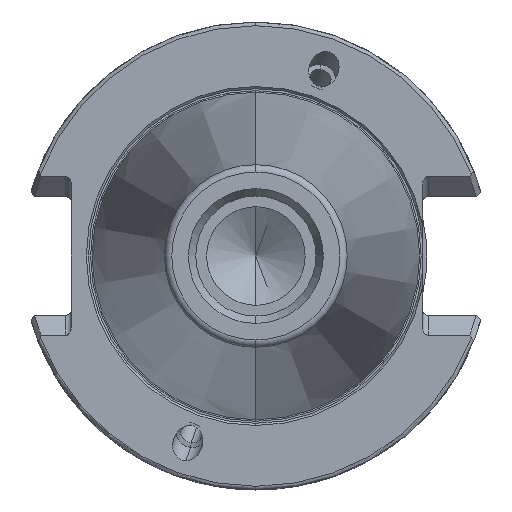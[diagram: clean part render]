
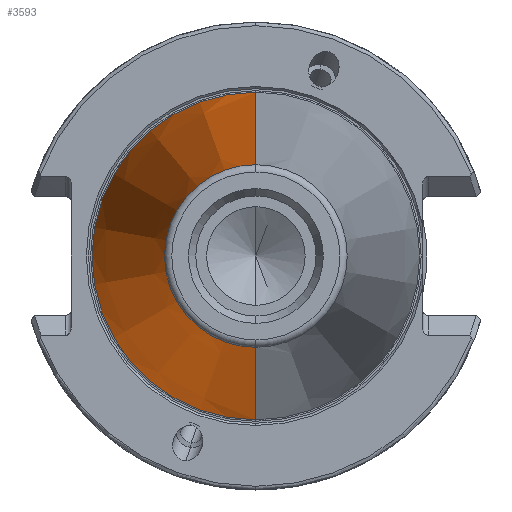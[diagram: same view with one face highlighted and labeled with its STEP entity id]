
A CAD part, left-side view. The second image highlights one B-rep face of the part: STEP entity #3593.
In plain terms, the highlighted conical face has half-angle 8.297 degrees and reference radius 22.225 mm.
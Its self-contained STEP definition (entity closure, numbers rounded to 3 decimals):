
#35 = LINE ( 'NONE', #3491, #1308 ) ;
#166 = DIRECTION ( 'NONE',  ( 1., 0., 0. ) ) ;
#183 = DIRECTION ( 'NONE',  ( 0., 0., -1. ) ) ;
#308 = EDGE_CURVE ( 'NONE', #4142, #1067, #6136, .T. ) ;
#932 = CARTESIAN_POINT ( 'NONE',  ( 0.856, 0., -12.397 ) ) ;
#982 = EDGE_LOOP ( 'NONE', ( #5244, #5017, #5980, #3141 ) ) ;
#1067 = VERTEX_POINT ( 'NONE', #932 ) ;
#1308 = VECTOR ( 'NONE', #3961, 1000. ) ;
#1863 = CONICAL_SURFACE ( 'NONE', #2803, 22.225, 0.145 ) ;
#2020 = FACE_OUTER_BOUND ( 'NONE', #982, .T. ) ;
#2316 = CARTESIAN_POINT ( 'NONE',  ( 0.856, 0., 0. ) ) ;
#2364 = EDGE_CURVE ( 'NONE', #5403, #4562, #5270, .T. ) ;
#2517 = AXIS2_PLACEMENT_3D ( 'NONE', #2557, #5947, #3051 ) ;
#2557 = CARTESIAN_POINT ( 'NONE',  ( 68.25, 0., 0. ) ) ;
#2576 = CARTESIAN_POINT ( 'NONE',  ( 68.25, 0., 0. ) ) ;
#2803 = AXIS2_PLACEMENT_3D ( 'NONE', #2576, #166, #183 ) ;
#2817 = AXIS2_PLACEMENT_3D ( 'NONE', #2316, #2881, #5226 ) ;
#2881 = DIRECTION ( 'NONE',  ( -1., 0., 0. ) ) ;
#3051 = DIRECTION ( 'NONE',  ( 0., 0., 1. ) ) ;
#3067 = CARTESIAN_POINT ( 'NONE',  ( 68.25, 0., 22.225 ) ) ;
#3141 = ORIENTED_EDGE ( 'NONE', *, *, #4143, .F. ) ;
#3491 = CARTESIAN_POINT ( 'NONE',  ( 68.25, 0., 22.225 ) ) ;
#3593 = ADVANCED_FACE ( 'NONE', ( #2020 ), #1863, .T. ) ;
#3961 = DIRECTION ( 'NONE',  ( 0.99, 0., 0.144 ) ) ;
#4110 = CARTESIAN_POINT ( 'NONE',  ( 0.856, 0., 12.397 ) ) ;
#4142 = VERTEX_POINT ( 'NONE', #4110 ) ;
#4143 = EDGE_CURVE ( 'NONE', #1067, #4562, #6178, .T. ) ;
#4539 = EDGE_CURVE ( 'NONE', #4142, #5403, #35, .T. ) ;
#4562 = VERTEX_POINT ( 'NONE', #5913 ) ;
#4585 = CARTESIAN_POINT ( 'NONE',  ( 68.25, 0., -22.225 ) ) ;
#4885 = VECTOR ( 'NONE', #6066, 1000. ) ;
#5017 = ORIENTED_EDGE ( 'NONE', *, *, #4539, .T. ) ;
#5226 = DIRECTION ( 'NONE',  ( 0., 0., 1. ) ) ;
#5244 = ORIENTED_EDGE ( 'NONE', *, *, #308, .F. ) ;
#5270 = CIRCLE ( 'NONE', #2517, 22.225 ) ;
#5403 = VERTEX_POINT ( 'NONE', #3067 ) ;
#5913 = CARTESIAN_POINT ( 'NONE',  ( 68.25, 0., -22.225 ) ) ;
#5947 = DIRECTION ( 'NONE',  ( -1., 0., 0. ) ) ;
#5980 = ORIENTED_EDGE ( 'NONE', *, *, #2364, .T. ) ;
#6066 = DIRECTION ( 'NONE',  ( 0.99, 0., -0.144 ) ) ;
#6136 = CIRCLE ( 'NONE', #2817, 12.397 ) ;
#6178 = LINE ( 'NONE', #4585, #4885 ) ;
